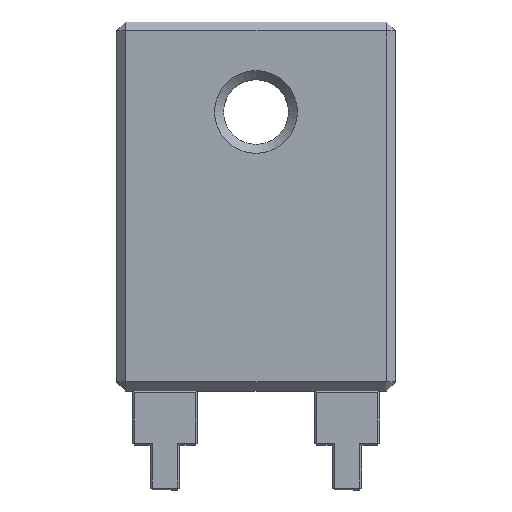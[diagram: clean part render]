
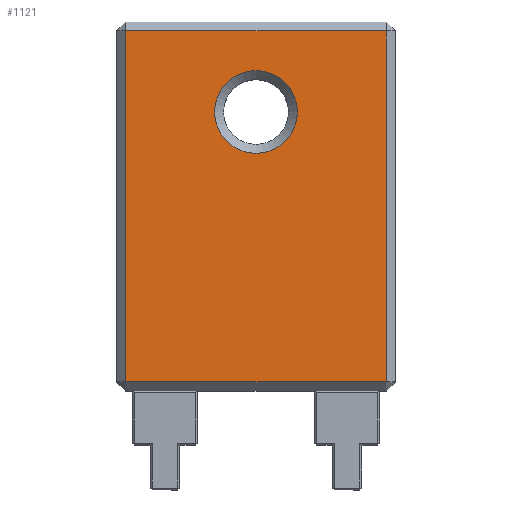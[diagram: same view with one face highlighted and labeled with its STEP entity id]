
A CAD part, top view. The second image highlights one B-rep face of the part: STEP entity #1121.
In plain terms, the highlighted planar face has unit normal (0, 0, 1).
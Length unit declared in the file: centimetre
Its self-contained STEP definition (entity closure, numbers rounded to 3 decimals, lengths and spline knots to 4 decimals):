
#34=FACE_BOUND('',#142,.T.);
#36=CIRCLE('',#1242,0.23);
#62=FACE_OUTER_BOUND('',#141,.T.);
#141=EDGE_LOOP('',(#801,#802,#803,#804));
#142=EDGE_LOOP('',(#805));
#227=LINE('',#1692,#374);
#234=LINE('',#1705,#381);
#236=LINE('',#1708,#383);
#238=LINE('',#1711,#385);
#374=VECTOR('',#1359,1.);
#381=VECTOR('',#1372,1.);
#383=VECTOR('',#1376,1.);
#385=VECTOR('',#1380,1.);
#501=VERTEX_POINT('',#1649);
#510=VERTEX_POINT('',#1673);
#513=VERTEX_POINT('',#1683);
#516=VERTEX_POINT('',#1696);
#518=VERTEX_POINT('',#1728);
#597=EDGE_CURVE('',#501,#513,#227,.T.);
#604=EDGE_CURVE('',#513,#516,#234,.T.);
#606=EDGE_CURVE('',#516,#510,#236,.T.);
#608=EDGE_CURVE('',#510,#501,#238,.T.);
#618=EDGE_CURVE('',#518,#518,#36,.T.);
#801=ORIENTED_EDGE('',*,*,#597,.F.);
#802=ORIENTED_EDGE('',*,*,#608,.F.);
#803=ORIENTED_EDGE('',*,*,#606,.F.);
#804=ORIENTED_EDGE('',*,*,#604,.F.);
#805=ORIENTED_EDGE('',*,*,#618,.F.);
#1045=PLANE('',#1241);
#1121=ADVANCED_FACE('',(#62,#34),#1045,.T.);
#1241=AXIS2_PLACEMENT_3D('',#1727,#1402,#1403);
#1242=AXIS2_PLACEMENT_3D('',#1729,#1404,#1405);
#1359=DIRECTION('',(0.,-1.,0.));
#1372=DIRECTION('',(-1.,0.,0.));
#1376=DIRECTION('',(0.,1.,0.));
#1380=DIRECTION('',(1.,0.,0.));
#1402=DIRECTION('center_axis',(0.,0.,1.));
#1403=DIRECTION('ref_axis',(1.,0.,0.));
#1404=DIRECTION('center_axis',(0.,0.,1.));
#1405=DIRECTION('ref_axis',(-1.,0.,0.));
#1649=CARTESIAN_POINT('',(0.725,0.975,0.25));
#1673=CARTESIAN_POINT('',(-0.725,0.975,0.25));
#1683=CARTESIAN_POINT('',(0.725,-0.975,0.25));
#1692=CARTESIAN_POINT('',(0.725,-0.5125,0.25));
#1696=CARTESIAN_POINT('',(-0.725,-0.975,0.25));
#1705=CARTESIAN_POINT('',(-0.3875,-0.975,0.25));
#1708=CARTESIAN_POINT('',(-0.725,0.5125,0.25));
#1711=CARTESIAN_POINT('',(0.3875,0.975,0.25));
#1727=CARTESIAN_POINT('Origin',(0.,0.,0.25));
#1728=CARTESIAN_POINT('',(0.23,0.525,0.25));
#1729=CARTESIAN_POINT('Origin',(0.,0.525,0.25));
